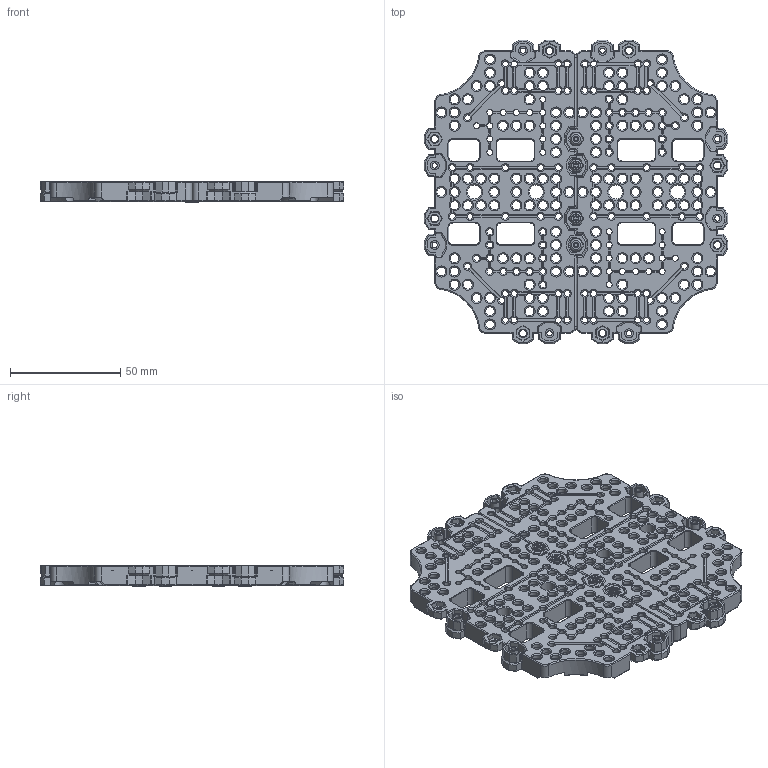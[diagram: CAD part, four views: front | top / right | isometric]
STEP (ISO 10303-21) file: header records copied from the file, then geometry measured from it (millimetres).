
FILE_DESCRIPTION(/* description */ ('STEP AP242','CAx-IF Rec.Pracs.---Representation and Presentation of Product Manufacturing Information (PMI)---4.0---2014-10-13','CAx-IF Rec.Pracs.---3D Tessellated Geometry---0.4---2014-09-14','2;1'),/* implementation_level */ '2;1');
FILE_NAME(/* name */ '67a4597e995f265e0c4f2a68',/* time_stamp */ '2025-02-06T06:41:05Z',/* author */ (''),/* organization */ (''),/* preprocessor_version */ 'ST-DEVELOPER v20',/* originating_system */ 'ONSHAPE BY PTC INC, 1.193',/* authorisation */ ' ');
FILE_SCHEMA (('AP242_MANAGED_MODEL_BASED_3D_ENGINEERING_MIM_LF { 1 0 10303 442 1 1 4 }'));
Length unit declared in the file: metre
Products named in the file (4): connected plates; NUT2_M3; P-BP-A001_3D; PHS_M3X6
Assembly tree (10 placements, depth 2):
  connected plates
    NUT2_M3  x4
    P-BP-A001_3D  x2
    PHS_M3X6  x4
Bounding box: 137.55 x 137.56 x 9.45 mm (x, y, z)
Volume: 94251.9 mm3; surface area: 67765.1 mm2
Topology: 10 solids, 10 shells, 3062 faces, 8098 edges, 5074 vertices
Faces by surface type: plane 1738, cylinder 884, cone 408, torus 28, sphere 4
Full cylindrical faces by diameter (mm): 1.7 x16, 2.4 x12, 2.5 x4, 2.7 x112, 3 x4, 3.2 x24, 4 x144, 5 x132, 6.4 x4
Entity records: 44645 total; most frequent: CARTESIAN_POINT 9768, ORIENTED_EDGE 6944, DIRECTION 6802, EDGE_CURVE 3472, AXIS2_PLACEMENT_3D 2463, VERTEX_POINT 2298, EDGE_LOOP 2092, FACE_BOUND 2092
